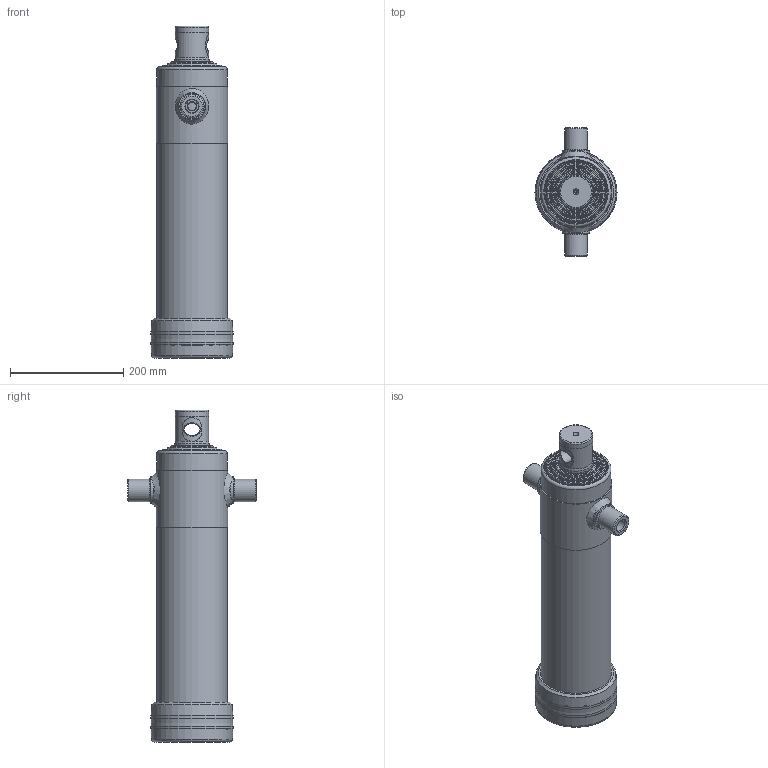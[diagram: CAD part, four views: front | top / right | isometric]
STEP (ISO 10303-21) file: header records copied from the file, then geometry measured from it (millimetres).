
FILE_DESCRIPTION( ( 'Unknown' ), '1' );
FILE_NAME( '3048F.stp', 'Unknown', ( 'Unknown' ), ( 'Unknown' ), 'PSStep 14.0', 'Unknown', ' ' );
FILE_SCHEMA( ( 'AUTOMOTIVE_DESIGN { 1 0 10303 214 1 1 1 1 }' ) );
Length unit declared in the file: millimetre
Products named in the file (12): 4184; Assem1; Saldatura d'angolo 1-oa0; Saldatura d'angolo 2-oa1; 3146; 3145; 4184-oa2; 3084; 4183; 4182; 4181; 4179
Bounding box: 145 x 227 x 587 mm (x, y, z)
Volume: 12283138.4 mm3; surface area: 3257181.2 mm2
Topology: 25 solids, 25 shells, 496 faces, 1007 edges, 621 vertices
Faces by surface type: cylinder 148, plane 132, torus 111, cone 80, bspline 25
Full cylindrical faces by diameter (mm): 5 x4, 15 x3, 16.376 x3, 20 x2, 23 x3, 31 x2, 40 x6, 48 x6, 59 x2, 60 x2, 61 x6, 64 x2, 65.8 x2, 66 x4, 67.2 x2, 69 x2, 75 x2, 76 x6, 79 x2, 80.8 x2, 81 x4, 82.2 x2, 84 x2, 90 x2, 91 x6, 94 x2, 95.8 x2, 96 x4, 97.2 x2, 99 x2
Entity records: 10651 total; most frequent: CARTESIAN_POINT 4829, DIRECTION 880, ORIENTED_EDGE 540, AXIS2_PLACEMENT_3D 421, EDGE_LOOP 409, FACE_OUTER_BOUND 328, EDGE_CURVE 270, VERTEX_POINT 245
